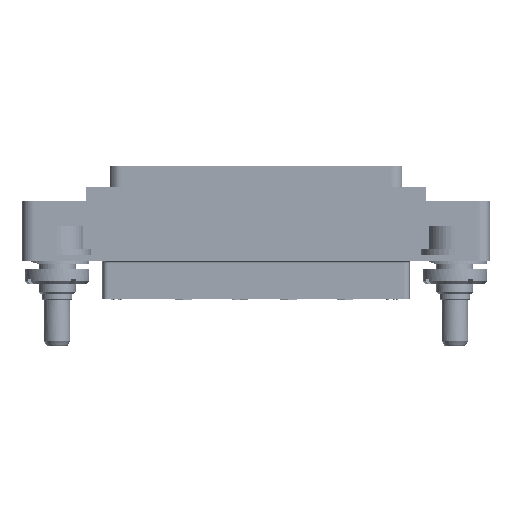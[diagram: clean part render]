
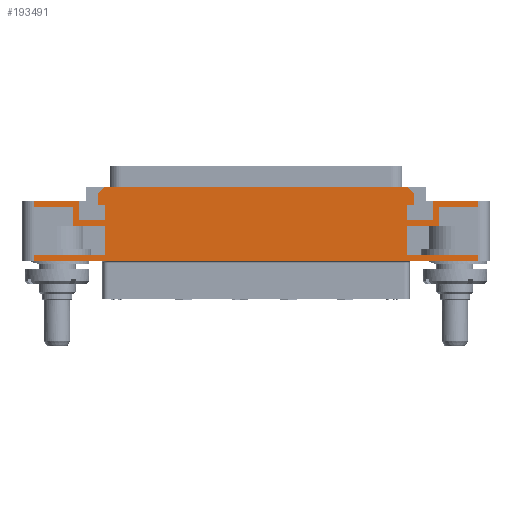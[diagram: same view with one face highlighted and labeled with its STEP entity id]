
A CAD part, top view. The second image highlights one B-rep face of the part: STEP entity #193491.
In plain terms, the highlighted planar face has unit normal (0, 0, 1).
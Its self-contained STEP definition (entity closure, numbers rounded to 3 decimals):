
#1=DIRECTION('',(-1.,0.,0.));
#2=VECTOR('',#1,76.);
#3=CARTESIAN_POINT('',(38.,0.,7.));
#4=LINE('',#3,#2);
#5=DIRECTION('',(0.,1.,0.));
#6=VECTOR('',#5,5.05);
#7=CARTESIAN_POINT('',(-25.8,1.,7.));
#8=LINE('',#7,#6);
#9=DIRECTION('',(-1.,0.,0.));
#10=VECTOR('',#9,5.4);
#11=CARTESIAN_POINT('',(-25.8,6.05,7.));
#12=LINE('',#11,#10);
#13=DIRECTION('',(0.,1.,0.));
#14=VECTOR('',#13,3.2);
#15=CARTESIAN_POINT('',(-31.2,6.05,7.));
#16=LINE('',#15,#14);
#17=DIRECTION('',(1.,0.,0.));
#18=VECTOR('',#17,6.8);
#19=CARTESIAN_POINT('',(-38.,9.25,7.));
#20=LINE('',#19,#18);
#21=DIRECTION('',(1.,0.,0.));
#22=VECTOR('',#21,7.8);
#23=CARTESIAN_POINT('',(-38.,10.25,7.));
#24=LINE('',#23,#22);
#25=DIRECTION('',(0.,-1.,0.));
#26=VECTOR('',#25,3.2);
#27=CARTESIAN_POINT('',(-30.2,10.25,7.));
#28=LINE('',#27,#26);
#29=DIRECTION('',(1.,0.,0.));
#30=VECTOR('',#29,4.4);
#31=CARTESIAN_POINT('',(-30.2,7.05,7.));
#32=LINE('',#31,#30);
#33=DIRECTION('',(0.,1.,0.));
#34=VECTOR('',#33,2.6);
#35=CARTESIAN_POINT('',(-25.8,7.05,7.));
#36=LINE('',#35,#34);
#37=DIRECTION('',(-1.,0.,0.));
#38=VECTOR('',#37,1.2);
#39=CARTESIAN_POINT('',(-25.8,9.65,7.));
#40=LINE('',#39,#38);
#41=DIRECTION('',(0.,-1.,0.));
#42=VECTOR('',#41,1.9);
#43=CARTESIAN_POINT('',(-27.,11.55,7.));
#44=LINE('',#43,#42);
#45=DIRECTION('',(1.,0.,0.));
#46=VECTOR('',#45,51.6);
#47=CARTESIAN_POINT('',(-25.8,12.75,7.));
#48=LINE('',#47,#46);
#49=DIRECTION('',(0.,-1.,0.));
#50=VECTOR('',#49,1.9);
#51=CARTESIAN_POINT('',(27.,11.55,7.));
#52=LINE('',#51,#50);
#53=DIRECTION('',(-1.,0.,0.));
#54=VECTOR('',#53,1.2);
#55=CARTESIAN_POINT('',(27.,9.65,7.));
#56=LINE('',#55,#54);
#57=DIRECTION('',(0.,-1.,0.));
#58=VECTOR('',#57,2.6);
#59=CARTESIAN_POINT('',(25.8,9.65,7.));
#60=LINE('',#59,#58);
#61=DIRECTION('',(1.,0.,0.));
#62=VECTOR('',#61,4.4);
#63=CARTESIAN_POINT('',(25.8,7.05,7.));
#64=LINE('',#63,#62);
#65=DIRECTION('',(0.,1.,0.));
#66=VECTOR('',#65,3.2);
#67=CARTESIAN_POINT('',(30.2,7.05,7.));
#68=LINE('',#67,#66);
#69=DIRECTION('',(1.,0.,0.));
#70=VECTOR('',#69,7.8);
#71=CARTESIAN_POINT('',(30.2,10.25,7.));
#72=LINE('',#71,#70);
#73=DIRECTION('',(-1.,0.,0.));
#74=VECTOR('',#73,6.8);
#75=CARTESIAN_POINT('',(38.,9.25,7.));
#76=LINE('',#75,#74);
#77=DIRECTION('',(0.,1.,0.));
#78=VECTOR('',#77,3.2);
#79=CARTESIAN_POINT('',(31.2,6.05,7.));
#80=LINE('',#79,#78);
#81=DIRECTION('',(1.,0.,0.));
#82=VECTOR('',#81,5.4);
#83=CARTESIAN_POINT('',(25.8,6.05,7.));
#84=LINE('',#83,#82);
#85=DIRECTION('',(0.,1.,0.));
#86=VECTOR('',#85,5.05);
#87=CARTESIAN_POINT('',(25.8,1.,7.));
#88=LINE('',#87,#86);
#89=DIRECTION('',(-1.,0.,0.));
#90=VECTOR('',#89,12.2);
#91=CARTESIAN_POINT('',(38.,1.,7.));
#92=LINE('',#91,#90);
#163=DIRECTION('',(0.,1.,0.));
#164=VECTOR('',#163,1.);
#165=CARTESIAN_POINT('',(38.,9.25,7.));
#166=LINE('',#165,#164);
#181=DIRECTION('',(0.,1.,0.));
#182=VECTOR('',#181,1.);
#183=CARTESIAN_POINT('',(38.,0.,7.));
#184=LINE('',#183,#182);
#1061=DIRECTION('',(0.707,-0.707,0.));
#1062=VECTOR('',#1061,1.697);
#1063=CARTESIAN_POINT('',(25.8,12.75,7.));
#1064=LINE('',#1063,#1062);
#1085=DIRECTION('',(-0.707,-0.707,0.));
#1086=VECTOR('',#1085,1.697);
#1087=CARTESIAN_POINT('',(-25.8,12.75,7.));
#1088=LINE('',#1087,#1086);
#1649=DIRECTION('',(0.,-1.,0.));
#1650=VECTOR('',#1649,1.);
#1651=CARTESIAN_POINT('',(-38.,1.,7.));
#1652=LINE('',#1651,#1650);
#1667=DIRECTION('',(0.,-1.,0.));
#1668=VECTOR('',#1667,1.);
#1669=CARTESIAN_POINT('',(-38.,10.25,7.));
#1670=LINE('',#1669,#1668);
#1803=DIRECTION('',(-1.,0.,0.));
#1804=VECTOR('',#1803,12.2);
#1805=CARTESIAN_POINT('',(-25.8,1.,7.));
#1806=LINE('',#1805,#1804);
#165262=CARTESIAN_POINT('',(-30.2,10.25,7.));
#165263=CARTESIAN_POINT('',(-30.2,7.05,7.));
#165264=VERTEX_POINT('',#165262);
#165265=VERTEX_POINT('',#165263);
#165266=CARTESIAN_POINT('',(-25.8,7.05,7.));
#165267=VERTEX_POINT('',#165266);
#165268=CARTESIAN_POINT('',(-25.8,9.65,7.));
#165269=VERTEX_POINT('',#165268);
#165270=CARTESIAN_POINT('',(-27.,9.65,7.));
#165271=VERTEX_POINT('',#165270);
#165272=CARTESIAN_POINT('',(27.,9.65,7.));
#165273=CARTESIAN_POINT('',(25.8,9.65,7.));
#165274=VERTEX_POINT('',#165272);
#165275=VERTEX_POINT('',#165273);
#165276=CARTESIAN_POINT('',(25.8,7.05,7.));
#165277=VERTEX_POINT('',#165276);
#165278=CARTESIAN_POINT('',(30.2,7.05,7.));
#165279=VERTEX_POINT('',#165278);
#165280=CARTESIAN_POINT('',(30.2,10.25,7.));
#165281=VERTEX_POINT('',#165280);
#165286=CARTESIAN_POINT('',(-25.8,12.75,7.));
#165288=VERTEX_POINT('',#165286);
#165290=CARTESIAN_POINT('',(-27.,11.55,7.));
#165292=VERTEX_POINT('',#165290);
#165294=CARTESIAN_POINT('',(25.8,12.75,7.));
#165296=VERTEX_POINT('',#165294);
#165298=CARTESIAN_POINT('',(27.,11.55,7.));
#165300=VERTEX_POINT('',#165298);
#165390=CARTESIAN_POINT('',(38.,10.25,7.));
#165392=VERTEX_POINT('',#165390);
#165396=CARTESIAN_POINT('',(38.,0.,7.));
#165397=VERTEX_POINT('',#165396);
#165398=CARTESIAN_POINT('',(-38.,0.,7.));
#165400=VERTEX_POINT('',#165398);
#165404=CARTESIAN_POINT('',(-38.,10.25,7.));
#165405=VERTEX_POINT('',#165404);
#170203=CARTESIAN_POINT('',(-38.,1.,7.));
#170205=VERTEX_POINT('',#170203);
#170206=CARTESIAN_POINT('',(-38.,9.25,7.));
#170207=VERTEX_POINT('',#170206);
#170208=CARTESIAN_POINT('',(-31.2,9.25,7.));
#170209=VERTEX_POINT('',#170208);
#170216=CARTESIAN_POINT('',(-25.8,6.05,7.));
#170217=CARTESIAN_POINT('',(-31.2,6.05,7.));
#170218=VERTEX_POINT('',#170216);
#170219=VERTEX_POINT('',#170217);
#170220=CARTESIAN_POINT('',(-25.8,1.,7.));
#170221=VERTEX_POINT('',#170220);
#170254=CARTESIAN_POINT('',(38.,1.,7.));
#170256=VERTEX_POINT('',#170254);
#170264=CARTESIAN_POINT('',(25.8,1.,7.));
#170265=VERTEX_POINT('',#170264);
#170268=CARTESIAN_POINT('',(25.8,6.05,7.));
#170269=VERTEX_POINT('',#170268);
#170288=CARTESIAN_POINT('',(38.,9.25,7.));
#170289=VERTEX_POINT('',#170288);
#170290=CARTESIAN_POINT('',(31.2,9.25,7.));
#170291=VERTEX_POINT('',#170290);
#170292=CARTESIAN_POINT('',(31.2,6.05,7.));
#170293=VERTEX_POINT('',#170292);
#193424=CARTESIAN_POINT('',(0.,0.,7.));
#193425=DIRECTION('',(0.,0.,-1.));
#193426=DIRECTION('',(-1.,0.,0.));
#193427=AXIS2_PLACEMENT_3D('',#193424,#193425,#193426);
#193428=PLANE('',#193427);
#193430=ORIENTED_EDGE('',*,*,#193429,.F.);
#193432=ORIENTED_EDGE('',*,*,#193431,.F.);
#193434=ORIENTED_EDGE('',*,*,#193433,.T.);
#193436=ORIENTED_EDGE('',*,*,#193435,.F.);
#193438=ORIENTED_EDGE('',*,*,#193437,.F.);
#193440=ORIENTED_EDGE('',*,*,#193439,.T.);
#193442=ORIENTED_EDGE('',*,*,#193441,.T.);
#193444=ORIENTED_EDGE('',*,*,#193443,.T.);
#193446=ORIENTED_EDGE('',*,*,#193445,.F.);
#193448=ORIENTED_EDGE('',*,*,#193447,.F.);
#193450=ORIENTED_EDGE('',*,*,#193449,.T.);
#193452=ORIENTED_EDGE('',*,*,#193451,.T.);
#193454=ORIENTED_EDGE('',*,*,#193453,.T.);
#193456=ORIENTED_EDGE('',*,*,#193455,.T.);
#193458=ORIENTED_EDGE('',*,*,#193457,.T.);
#193460=ORIENTED_EDGE('',*,*,#193459,.F.);
#193462=ORIENTED_EDGE('',*,*,#193461,.F.);
#193464=ORIENTED_EDGE('',*,*,#193463,.T.);
#193466=ORIENTED_EDGE('',*,*,#193465,.T.);
#193468=ORIENTED_EDGE('',*,*,#193467,.T.);
#193470=ORIENTED_EDGE('',*,*,#193469,.T.);
#193472=ORIENTED_EDGE('',*,*,#193471,.T.);
#193474=ORIENTED_EDGE('',*,*,#193473,.T.);
#193476=ORIENTED_EDGE('',*,*,#193475,.T.);
#193478=ORIENTED_EDGE('',*,*,#193477,.T.);
#193480=ORIENTED_EDGE('',*,*,#193479,.F.);
#193482=ORIENTED_EDGE('',*,*,#193481,.T.);
#193484=ORIENTED_EDGE('',*,*,#193483,.F.);
#193486=ORIENTED_EDGE('',*,*,#193485,.F.);
#193488=ORIENTED_EDGE('',*,*,#193487,.F.);
#193489=EDGE_LOOP('',(#193430,#193432,#193434,#193436,#193438,#193440,#193442,
#193444,#193446,#193448,#193450,#193452,#193454,#193456,#193458,#193460,#193462,
#193464,#193466,#193468,#193470,#193472,#193474,#193476,#193478,#193480,#193482,
#193484,#193486,#193488));
#193490=FACE_OUTER_BOUND('',#193489,.F.);
#193491=ADVANCED_FACE('',(#193490),#193428,.F.);
#193429=EDGE_CURVE('',#170256,#170265,#92,.T.);
#193431=EDGE_CURVE('',#165397,#170256,#184,.T.);
#193433=EDGE_CURVE('',#165397,#165400,#4,.T.);
#193435=EDGE_CURVE('',#170205,#165400,#1652,.T.);
#193437=EDGE_CURVE('',#170221,#170205,#1806,.T.);
#193439=EDGE_CURVE('',#170221,#170218,#8,.T.);
#193441=EDGE_CURVE('',#170218,#170219,#12,.T.);
#193443=EDGE_CURVE('',#170219,#170209,#16,.T.);
#193445=EDGE_CURVE('',#170207,#170209,#20,.T.);
#193447=EDGE_CURVE('',#165405,#170207,#1670,.T.);
#193449=EDGE_CURVE('',#165405,#165264,#24,.T.);
#193451=EDGE_CURVE('',#165264,#165265,#28,.T.);
#193453=EDGE_CURVE('',#165265,#165267,#32,.T.);
#193455=EDGE_CURVE('',#165267,#165269,#36,.T.);
#193457=EDGE_CURVE('',#165269,#165271,#40,.T.);
#193459=EDGE_CURVE('',#165292,#165271,#44,.T.);
#193461=EDGE_CURVE('',#165288,#165292,#1088,.T.);
#193463=EDGE_CURVE('',#165288,#165296,#48,.T.);
#193465=EDGE_CURVE('',#165296,#165300,#1064,.T.);
#193467=EDGE_CURVE('',#165300,#165274,#52,.T.);
#193469=EDGE_CURVE('',#165274,#165275,#56,.T.);
#193471=EDGE_CURVE('',#165275,#165277,#60,.T.);
#193473=EDGE_CURVE('',#165277,#165279,#64,.T.);
#193475=EDGE_CURVE('',#165279,#165281,#68,.T.);
#193477=EDGE_CURVE('',#165281,#165392,#72,.T.);
#193479=EDGE_CURVE('',#170289,#165392,#166,.T.);
#193481=EDGE_CURVE('',#170289,#170291,#76,.T.);
#193483=EDGE_CURVE('',#170293,#170291,#80,.T.);
#193485=EDGE_CURVE('',#170269,#170293,#84,.T.);
#193487=EDGE_CURVE('',#170265,#170269,#88,.T.);
